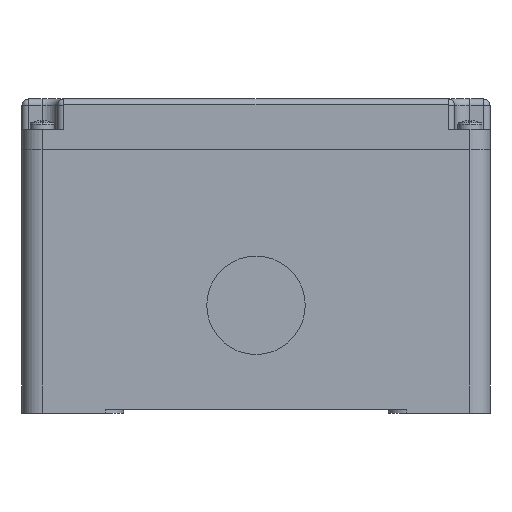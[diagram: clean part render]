
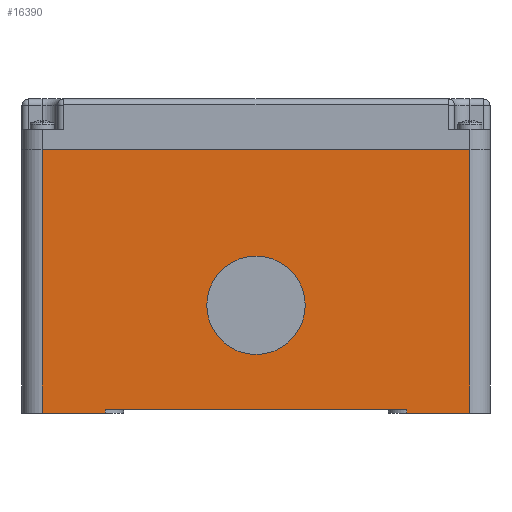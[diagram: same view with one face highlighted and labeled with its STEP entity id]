
A CAD part, front view. The second image highlights one B-rep face of the part: STEP entity #16390.
In plain terms, the highlighted planar face has unit normal (0, -1, 0).
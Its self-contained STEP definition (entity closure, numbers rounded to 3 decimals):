
#280=CARTESIAN_POINT('',(107.966,-120.755,0.));
#290=VERTEX_POINT('',#280);
#320=CARTESIAN_POINT('',(0.,-120.755,0.));
#330=DIRECTION('',(1.,0.,0.));
#340=VECTOR('',#330,1.);
#350=LINE('',#320,#340);
#360=CARTESIAN_POINT('',(128.466,-120.755,0.));
#370=VERTEX_POINT('',#360);
#380=EDGE_CURVE('',#290,#370,#350,.T.);
#6130=CARTESIAN_POINT('',(9.966,-120.755,1.));
#6140=VERTEX_POINT('',#6130);
#6170=CARTESIAN_POINT('',(0.,-120.755,1.));
#6180=DIRECTION('',(-1.,0.,0.));
#6190=VECTOR('',#6180,1.);
#6200=LINE('',#6170,#6190);
#6210=CARTESIAN_POINT('',(107.966,-120.755,1.));
#6220=VERTEX_POINT('',#6210);
#6230=EDGE_CURVE('',#6220,#6140,#6200,.T.);
#6830=CARTESIAN_POINT('',(-10.534,-120.755,0.));
#6840=DIRECTION('',(0.,0.,1.));
#6850=VECTOR('',#6840,1.);
#6860=LINE('',#6830,#6850);
#6870=CARTESIAN_POINT('',(-10.534,-120.755,0.));
#6880=VERTEX_POINT('',#6870);
#6890=CARTESIAN_POINT('',(-10.534,-120.755,85.5));
#6900=VERTEX_POINT('',#6890);
#6910=EDGE_CURVE('',#6880,#6900,#6860,.T.);
#8920=CARTESIAN_POINT('',(9.966,-120.755,0.));
#8930=VERTEX_POINT('',#8920);
#8940=EDGE_CURVE('',#6880,#8930,#350,.T.);
#15870=CARTESIAN_POINT('',(0.,-120.755,69.5));
#15880=DIRECTION('',(-0.,-1.,-0.));
#15890=DIRECTION('',(-1.,0.,0.));
#15900=AXIS2_PLACEMENT_3D('',#15870,#15880,#15890);
#15910=PLANE('',#15900);
#15920=CARTESIAN_POINT('',(58.966,-120.755,35.));
#15930=DIRECTION('',(0.,-1.,0.));
#15940=DIRECTION('',(1.,0.,0.));
#15950=AXIS2_PLACEMENT_3D('',#15920,#15930,#15940);
#15960=CIRCLE('',#15950,16.);
#15970=CARTESIAN_POINT('',(74.966,-120.755,35.));
#15980=VERTEX_POINT('',#15970);
#15990=CARTESIAN_POINT('',(42.966,-120.755,35.));
#16000=VERTEX_POINT('',#15990);
#16010=EDGE_CURVE('',#15980,#16000,#15960,.T.);
#16020=ORIENTED_EDGE('',*,*,#16010,.F.);
#16030=EDGE_CURVE('',#16000,#15980,#15960,.T.);
#16040=ORIENTED_EDGE('',*,*,#16030,.F.);
#16050=EDGE_LOOP('',(#16040,#16020));
#16060=FACE_BOUND('',#16050,.T.);
#16070=CARTESIAN_POINT('',(107.966,-120.755,0.));
#16080=DIRECTION('',(0.,0.,1.));
#16090=VECTOR('',#16080,1.);
#16100=LINE('',#16070,#16090);
#16110=EDGE_CURVE('',#290,#6220,#16100,.T.);
#16120=ORIENTED_EDGE('',*,*,#16110,.F.);
#16130=ORIENTED_EDGE('',*,*,#6230,.F.);
#16140=CARTESIAN_POINT('',(9.966,-120.755,0.));
#16150=DIRECTION('',(0.,0.,-1.));
#16160=VECTOR('',#16150,1.);
#16170=LINE('',#16140,#16160);
#16180=EDGE_CURVE('',#6140,#8930,#16170,.T.);
#16190=ORIENTED_EDGE('',*,*,#16180,.F.);
#16200=ORIENTED_EDGE('',*,*,#8940,.T.);
#16210=ORIENTED_EDGE('',*,*,#6910,.F.);
#16220=CARTESIAN_POINT('',(117.931,-120.755,85.5));
#16230=DIRECTION('',(-1.,0.,0.));
#16240=VECTOR('',#16230,1.);
#16250=LINE('',#16220,#16240);
#16260=CARTESIAN_POINT('',(128.466,-120.755,85.5));
#16270=VERTEX_POINT('',#16260);
#16280=EDGE_CURVE('',#16270,#6900,#16250,.T.);
#16290=ORIENTED_EDGE('',*,*,#16280,.T.);
#16300=CARTESIAN_POINT('',(128.466,-120.755,0.));
#16310=DIRECTION('',(0.,0.,1.));
#16320=VECTOR('',#16310,1.);
#16330=LINE('',#16300,#16320);
#16340=EDGE_CURVE('',#370,#16270,#16330,.T.);
#16350=ORIENTED_EDGE('',*,*,#16340,.T.);
#16360=ORIENTED_EDGE('',*,*,#380,.T.);
#16370=EDGE_LOOP('',(#16360,#16350,#16290,#16210,#16200,#16190,#16130,
#16120));
#16380=FACE_OUTER_BOUND('',#16370,.T.);
#16390=ADVANCED_FACE('',(#16060,#16380),#15910,.T.);
